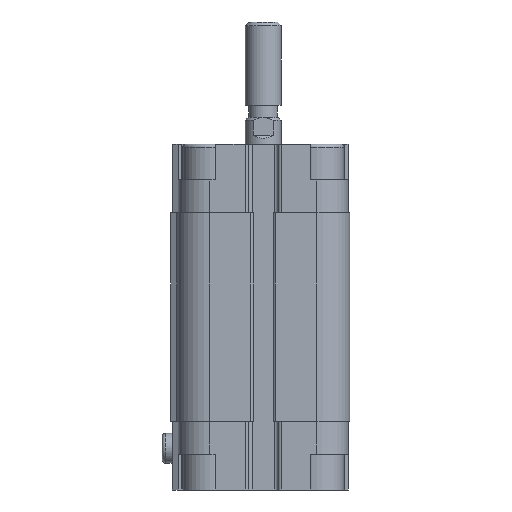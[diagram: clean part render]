
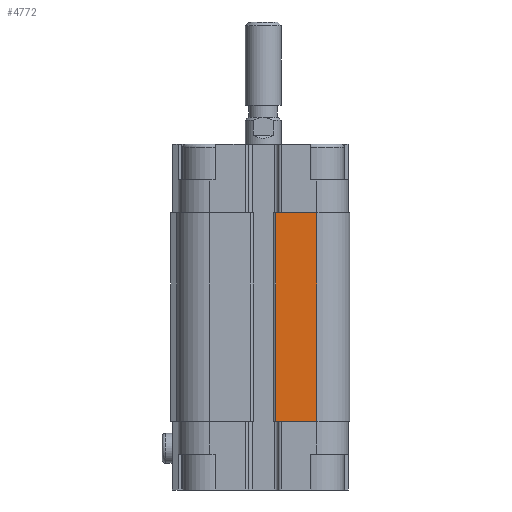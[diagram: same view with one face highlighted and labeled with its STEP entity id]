
A CAD part, left-side view. The second image highlights one B-rep face of the part: STEP entity #4772.
In plain terms, the highlighted planar face has unit normal (-1, 0, 0).
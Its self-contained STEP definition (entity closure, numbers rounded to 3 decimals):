
#318=FACE_OUTER_BOUND('',#637,.T.);
#637=EDGE_LOOP('',(#3316,#3317,#3318,#3319));
#1421=LINE('',#7411,#1783);
#1422=LINE('',#7413,#1784);
#1423=LINE('',#7415,#1785);
#1424=LINE('',#7416,#1786);
#1783=VECTOR('',#5780,6.9);
#1784=VECTOR('',#5781,35.);
#1785=VECTOR('',#5782,6.9);
#1786=VECTOR('',#5783,35.);
#2162=VERTEX_POINT('',#7409);
#2163=VERTEX_POINT('',#7410);
#2164=VERTEX_POINT('',#7412);
#2165=VERTEX_POINT('',#7414);
#2648=EDGE_CURVE('',#2162,#2163,#1421,.T.);
#2649=EDGE_CURVE('',#2164,#2163,#1422,.T.);
#2650=EDGE_CURVE('',#2165,#2164,#1423,.T.);
#2651=EDGE_CURVE('',#2165,#2162,#1424,.T.);
#3316=ORIENTED_EDGE('',*,*,#2648,.T.);
#3317=ORIENTED_EDGE('',*,*,#2649,.F.);
#3318=ORIENTED_EDGE('',*,*,#2650,.F.);
#3319=ORIENTED_EDGE('',*,*,#2651,.T.);
#4608=PLANE('',#5110);
#4772=ADVANCED_FACE('',(#318),#4608,.F.);
#5110=AXIS2_PLACEMENT_3D('',#7408,#5778,#5779);
#5778=DIRECTION('center_axis',(1.,0.,0.));
#5779=DIRECTION('ref_axis',(0.,0.,-1.));
#5780=DIRECTION('',(0.,-1.,0.));
#5781=DIRECTION('',(0.,0.,-1.));
#5782=DIRECTION('',(0.,-1.,0.));
#5783=DIRECTION('',(0.,0.,-1.));
#7408=CARTESIAN_POINT('Origin',(-14.5,-2.1,39.5));
#7409=CARTESIAN_POINT('',(-14.5,-2.1,4.5));
#7410=CARTESIAN_POINT('',(-14.5,-9.,4.5));
#7411=CARTESIAN_POINT('',(-14.5,-2.1,4.5));
#7412=CARTESIAN_POINT('',(-14.5,-9.,39.5));
#7413=CARTESIAN_POINT('',(-14.5,-9.,39.5));
#7414=CARTESIAN_POINT('',(-14.5,-2.1,39.5));
#7415=CARTESIAN_POINT('',(-14.5,-2.1,39.5));
#7416=CARTESIAN_POINT('',(-14.5,-2.1,39.5));
